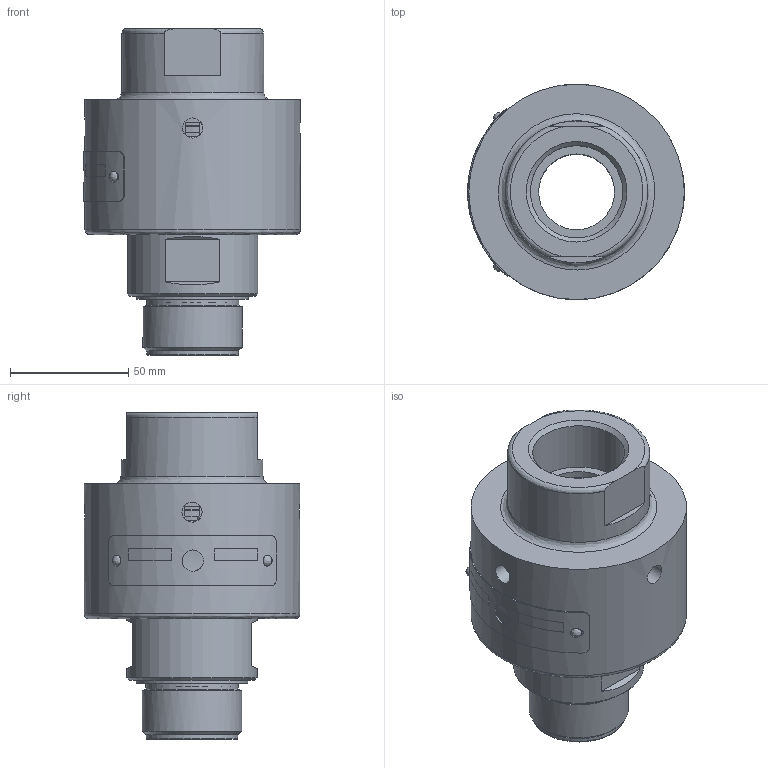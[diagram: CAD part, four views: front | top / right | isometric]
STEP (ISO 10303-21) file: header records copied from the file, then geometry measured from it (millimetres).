
FILE_DESCRIPTION (( 'STEP AP214' ), '1' );
FILE_NAME ('TUR-GR32B-A-LHTO.STEP', '2016-08-22T08:55:32', ( '' ), ( '' ), 'SwSTEP 2.0', 'SolidWorks 2016', '' );
FILE_SCHEMA (( 'AUTOMOTIVE_DESIGN' ));
Length unit declared in the file: millimetre
Products named in the file (1): TUR-GR32B-A-LHTO
Bounding box: 91.5 x 91 x 138 mm (x, y, z)
Volume: 394053.6 mm3; surface area: 77525.4 mm2
Topology: 1 solids, 3 shells, 224 faces, 594 edges, 384 vertices
Faces by surface type: plane 101, cylinder 83, cone 26, bspline 14
Full cylindrical faces by diameter (mm): 2.5 x4, 3 x2, 8.5 x4, 9 x1, 32 x2, 38.2 x2, 38.8 x1, 38.91 x1, 38.95 x1, 40 x1, 40.5 x1, 41.91 x1, 42.8 x1, 44.9 x1, 45 x1, 47 x1, 49.45 x1, 55 x3, 60 x1, 60.2 x1, 65 x2, 75 x1, 75.1 x1, 78 x1, 91 x1
Entity records: 9951 total; most frequent: CARTESIAN_POINT 3462, DIRECTION 1047, ORIENTED_EDGE 962, EDGE_CURVE 481, AXIS2_PLACEMENT_3D 432, VERTEX_POINT 339, EDGE_LOOP 334, FACE_OUTER_BOUND 271
